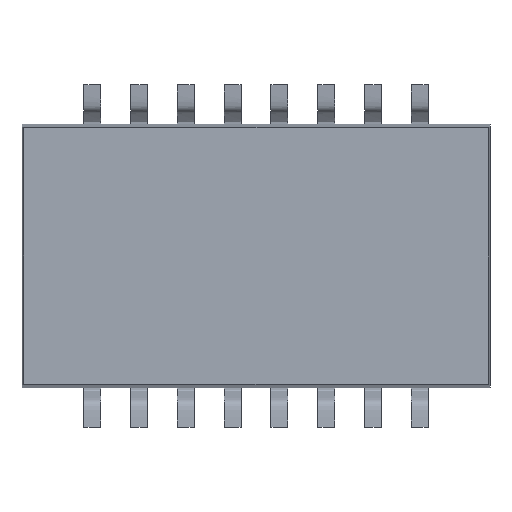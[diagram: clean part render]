
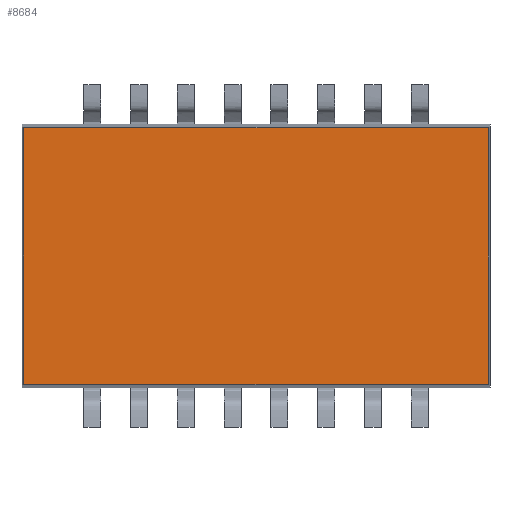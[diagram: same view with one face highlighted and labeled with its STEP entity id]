
A CAD part, front view. The second image highlights one B-rep face of the part: STEP entity #8684.
In plain terms, the highlighted planar face has unit normal (0, -1, 0).
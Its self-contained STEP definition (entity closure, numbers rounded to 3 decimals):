
#251 = DIRECTION ( 'NONE',  ( 0., 1., 0. ) ) ;
#301 = VERTEX_POINT ( 'NONE', #5396 ) ;
#527 = VECTOR ( 'NONE', #7623, 1000. ) ;
#881 = CARTESIAN_POINT ( 'NONE',  ( 6.3, 0., 3.475 ) ) ;
#1367 = LINE ( 'NONE', #8674, #8587 ) ;
#1487 = CARTESIAN_POINT ( 'NONE',  ( 6.3, 0., -3.475 ) ) ;
#1518 = EDGE_LOOP ( 'NONE', ( #4961, #3176, #8578, #8051 ) ) ;
#1715 = DIRECTION ( 'NONE',  ( 1., 0., 0. ) ) ;
#1811 = EDGE_CURVE ( 'NONE', #8643, #301, #6930, .T. ) ;
#2332 = PLANE ( 'NONE',  #2843 ) ;
#2843 = AXIS2_PLACEMENT_3D ( 'NONE', #4950, #251, #1715 ) ;
#3176 = ORIENTED_EDGE ( 'NONE', *, *, #4400, .T. ) ;
#3334 = DIRECTION ( 'NONE',  ( 0., 0., 1. ) ) ;
#3380 = VECTOR ( 'NONE', #7415, 1000. ) ;
#3501 = LINE ( 'NONE', #4169, #527 ) ;
#4042 = CARTESIAN_POINT ( 'NONE',  ( 6.3, 0., -3.475 ) ) ;
#4059 = DIRECTION ( 'NONE',  ( 0., 0., -1. ) ) ;
#4150 = EDGE_CURVE ( 'NONE', #6340, #6853, #3501, .T. ) ;
#4169 = CARTESIAN_POINT ( 'NONE',  ( -6.3, 0., -3.475 ) ) ;
#4400 = EDGE_CURVE ( 'NONE', #301, #6340, #1367, .T. ) ;
#4415 = FACE_OUTER_BOUND ( 'NONE', #1518, .T. ) ;
#4424 = CARTESIAN_POINT ( 'NONE',  ( -6.3, 0., -3.475 ) ) ;
#4950 = CARTESIAN_POINT ( 'NONE',  ( 0., 0., 0. ) ) ;
#4961 = ORIENTED_EDGE ( 'NONE', *, *, #1811, .T. ) ;
#5396 = CARTESIAN_POINT ( 'NONE',  ( -6.3, 0., 3.475 ) ) ;
#6046 = CARTESIAN_POINT ( 'NONE',  ( 6.3, 0., 3.475 ) ) ;
#6340 = VERTEX_POINT ( 'NONE', #4424 ) ;
#6853 = VERTEX_POINT ( 'NONE', #1487 ) ;
#6930 = LINE ( 'NONE', #6046, #3380 ) ;
#7415 = DIRECTION ( 'NONE',  ( -1., 0., 0. ) ) ;
#7623 = DIRECTION ( 'NONE',  ( 1., 0., 0. ) ) ;
#7736 = EDGE_CURVE ( 'NONE', #6853, #8643, #8036, .T. ) ;
#8036 = LINE ( 'NONE', #4042, #8636 ) ;
#8051 = ORIENTED_EDGE ( 'NONE', *, *, #7736, .T. ) ;
#8578 = ORIENTED_EDGE ( 'NONE', *, *, #4150, .T. ) ;
#8587 = VECTOR ( 'NONE', #4059, 1000. ) ;
#8636 = VECTOR ( 'NONE', #3334, 1000. ) ;
#8643 = VERTEX_POINT ( 'NONE', #881 ) ;
#8674 = CARTESIAN_POINT ( 'NONE',  ( -6.3, 0., 3.475 ) ) ;
#8684 = ADVANCED_FACE ( 'NONE', ( #4415 ), #2332, .F. ) ;
